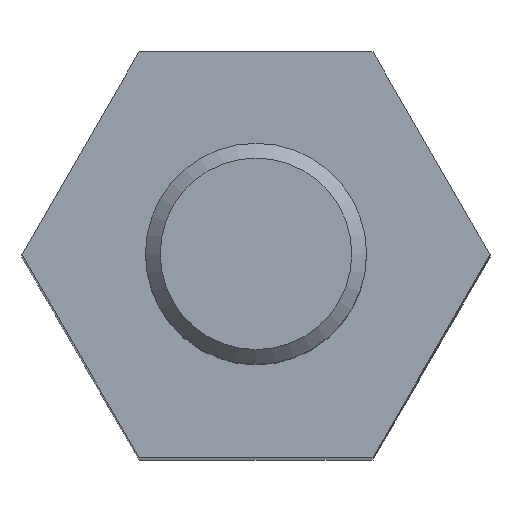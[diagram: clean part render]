
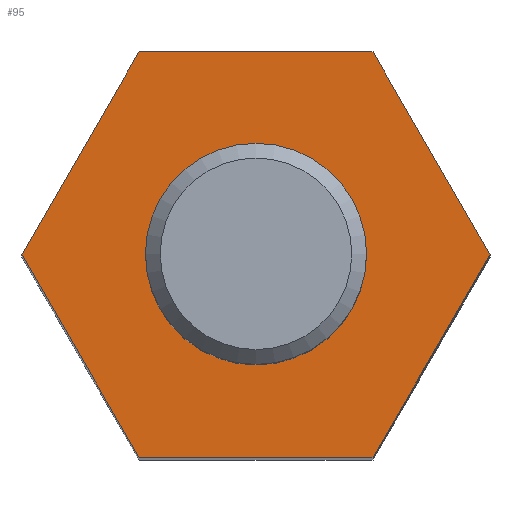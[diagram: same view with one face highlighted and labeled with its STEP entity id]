
A CAD part, top view. The second image highlights one B-rep face of the part: STEP entity #95.
In plain terms, the highlighted planar face has unit normal (0, 0, 1).
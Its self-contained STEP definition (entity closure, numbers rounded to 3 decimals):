
#95 = ADVANCED_FACE( '', ( #195, #196 ), #197, .T. );
#195 = FACE_BOUND( '', #289, .T. );
#196 = FACE_OUTER_BOUND( '', #290, .T. );
#197 = PLANE( '', #291 );
#289 = EDGE_LOOP( '', ( #464 ) );
#290 = EDGE_LOOP( '', ( #465, #466, #467, #468, #469, #470 ) );
#291 = AXIS2_PLACEMENT_3D( '', #471, #472, #473 );
#464 = ORIENTED_EDGE( '', *, *, #534, .T. );
#465 = ORIENTED_EDGE( '', *, *, #517, .T. );
#466 = ORIENTED_EDGE( '', *, *, #540, .T. );
#467 = ORIENTED_EDGE( '', *, *, #486, .T. );
#468 = ORIENTED_EDGE( '', *, *, #537, .T. );
#469 = ORIENTED_EDGE( '', *, *, #510, .T. );
#470 = ORIENTED_EDGE( '', *, *, #492, .T. );
#471 = CARTESIAN_POINT( '', ( 0., 0., 22. ) );
#472 = DIRECTION( '', ( 0., 0., 1. ) );
#473 = DIRECTION( '', ( 1., 0., 0. ) );
#486 = EDGE_CURVE( '', #558, #556, #559, .T. );
#492 = EDGE_CURVE( '', #569, #567, #570, .T. );
#510 = EDGE_CURVE( '', #595, #569, #596, .T. );
#517 = EDGE_CURVE( '', #567, #604, #606, .T. );
#534 = EDGE_CURVE( '', #626, #626, #627, .F. );
#537 = EDGE_CURVE( '', #556, #595, #631, .T. );
#540 = EDGE_CURVE( '', #604, #558, #634, .T. );
#556 = VERTEX_POINT( '', #658 );
#558 = VERTEX_POINT( '', #661 );
#559 = LINE( '', #662, #663 );
#567 = VERTEX_POINT( '', #684 );
#569 = VERTEX_POINT( '', #687 );
#570 = LINE( '', #688, #689 );
#595 = VERTEX_POINT( '', #746 );
#596 = LINE( '', #747, #748 );
#604 = VERTEX_POINT( '', #762 );
#606 = LINE( '', #765, #766 );
#626 = VERTEX_POINT( '', #807 );
#627 = CIRCLE( '', #808, 1.267 );
#631 = LINE( '', #812, #813 );
#634 = LINE( '', #816, #817 );
#658 = CARTESIAN_POINT( '', ( -1.588, -2.75, 22. ) );
#661 = CARTESIAN_POINT( '', ( -3.175, 0., 22. ) );
#662 = CARTESIAN_POINT( '', ( -3.175, 0., 22. ) );
#663 = VECTOR( '', #832, 1000. );
#684 = CARTESIAN_POINT( '', ( 1.588, 2.75, 22. ) );
#687 = CARTESIAN_POINT( '', ( 3.175, 0., 22. ) );
#688 = CARTESIAN_POINT( '', ( 3.175, 0., 22. ) );
#689 = VECTOR( '', #835, 1000. );
#746 = CARTESIAN_POINT( '', ( 1.588, -2.75, 22. ) );
#747 = CARTESIAN_POINT( '', ( 1.588, -2.75, 22. ) );
#748 = VECTOR( '', #852, 1000. );
#762 = CARTESIAN_POINT( '', ( -1.588, 2.75, 22. ) );
#765 = CARTESIAN_POINT( '', ( 1.588, 2.75, 22. ) );
#766 = VECTOR( '', #858, 1000. );
#807 = CARTESIAN_POINT( '', ( 1.267, 0., 22. ) );
#808 = AXIS2_PLACEMENT_3D( '', #877, #878, #879 );
#812 = CARTESIAN_POINT( '', ( -1.588, -2.75, 22. ) );
#813 = VECTOR( '', #883, 1000. );
#816 = CARTESIAN_POINT( '', ( -1.588, 2.75, 22. ) );
#817 = VECTOR( '', #884, 1000. );
#832 = DIRECTION( '', ( 0.5, -0.866, 0. ) );
#835 = DIRECTION( '', ( -0.5, 0.866, 0. ) );
#852 = DIRECTION( '', ( 0.5, 0.866, 0. ) );
#858 = DIRECTION( '', ( -1., 0., 0. ) );
#877 = CARTESIAN_POINT( '', ( 0., 0., 22. ) );
#878 = DIRECTION( '', ( 0., 0., 1. ) );
#879 = DIRECTION( '', ( 1., 0., 0. ) );
#883 = DIRECTION( '', ( 1., 0., 0. ) );
#884 = DIRECTION( '', ( -0.5, -0.866, 0. ) );
